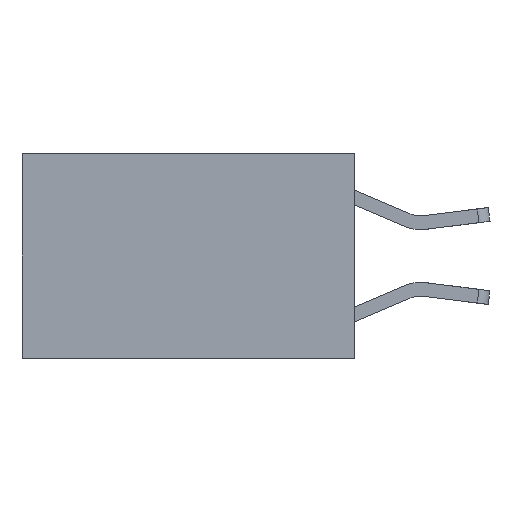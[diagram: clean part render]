
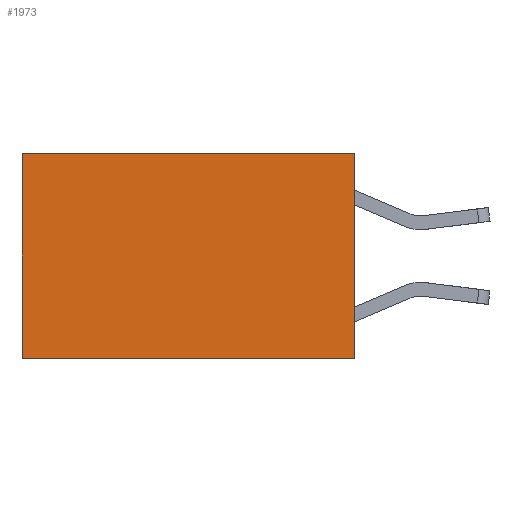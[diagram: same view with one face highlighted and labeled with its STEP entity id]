
A CAD part, left-side view. The second image highlights one B-rep face of the part: STEP entity #1973.
In plain terms, the highlighted planar face has unit normal (-1, 0, 0).
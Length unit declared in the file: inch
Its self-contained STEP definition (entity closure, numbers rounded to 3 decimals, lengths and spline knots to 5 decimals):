
#152 = CARTESIAN_POINT ( 'NONE',  ( 0.2625, 0.6, 0. ) ) ;
#453 = DIRECTION ( 'NONE',  ( 0., 0., -1. ) ) ;
#658 = VECTOR ( 'NONE', #2522, 39.37008 ) ;
#785 = ORIENTED_EDGE ( 'NONE', *, *, #7604, .F. ) ;
#1223 = DIRECTION ( 'NONE',  ( 0., 0., -1. ) ) ;
#1973 = ADVANCED_FACE ( 'NONE', ( #8171 ), #9108, .F. ) ;
#2223 = LINE ( 'NONE', #152, #10726 ) ;
#2522 = DIRECTION ( 'NONE',  ( 0., 0., -1. ) ) ;
#2668 = LINE ( 'NONE', #5751, #11058 ) ;
#2860 = CARTESIAN_POINT ( 'NONE',  ( 0.2625, 0.6, -0.37 ) ) ;
#3622 = CARTESIAN_POINT ( 'NONE',  ( 0.2625, 0.6, 0. ) ) ;
#4070 = VERTEX_POINT ( 'NONE', #8934 ) ;
#4285 = VERTEX_POINT ( 'NONE', #3622 ) ;
#4344 = CARTESIAN_POINT ( 'NONE',  ( 0.2625, 0., 0. ) ) ;
#4641 = EDGE_CURVE ( 'NONE', #4285, #5178, #2223, .T. ) ;
#5000 = EDGE_CURVE ( 'NONE', #8362, #5178, #9624, .T. ) ;
#5178 = VERTEX_POINT ( 'NONE', #2860 ) ;
#5304 = EDGE_CURVE ( 'NONE', #4070, #4285, #2668, .T. ) ;
#5751 = CARTESIAN_POINT ( 'NONE',  ( 0.2625, 0., 0. ) ) ;
#6034 = DIRECTION ( 'NONE',  ( 1., 0., 0. ) ) ;
#6159 = CARTESIAN_POINT ( 'NONE',  ( 0.2625, 0., -0.37 ) ) ;
#6636 = CARTESIAN_POINT ( 'NONE',  ( 0.2625, 0., -0.37 ) ) ;
#6801 = ORIENTED_EDGE ( 'NONE', *, *, #5304, .T. ) ;
#7604 = EDGE_CURVE ( 'NONE', #4070, #8362, #8270, .T. ) ;
#7830 = ORIENTED_EDGE ( 'NONE', *, *, #4641, .T. ) ;
#8171 = FACE_OUTER_BOUND ( 'NONE', #10092, .T. ) ;
#8270 = LINE ( 'NONE', #4344, #658 ) ;
#8362 = VERTEX_POINT ( 'NONE', #6636 ) ;
#8919 = DIRECTION ( 'NONE',  ( 0., 1., 0. ) ) ;
#8934 = CARTESIAN_POINT ( 'NONE',  ( 0.2625, 0., 0. ) ) ;
#9021 = AXIS2_PLACEMENT_3D ( 'NONE', #9927, #6034, #453 ) ;
#9108 = PLANE ( 'NONE',  #9021 ) ;
#9393 = VECTOR ( 'NONE', #10050, 39.37008 ) ;
#9624 = LINE ( 'NONE', #6159, #9393 ) ;
#9927 = CARTESIAN_POINT ( 'NONE',  ( 0.2625, 0., 0. ) ) ;
#10050 = DIRECTION ( 'NONE',  ( 0., 1., 0. ) ) ;
#10092 = EDGE_LOOP ( 'NONE', ( #7830, #10599, #785, #6801 ) ) ;
#10599 = ORIENTED_EDGE ( 'NONE', *, *, #5000, .F. ) ;
#10726 = VECTOR ( 'NONE', #1223, 39.37008 ) ;
#11058 = VECTOR ( 'NONE', #8919, 39.37008 ) ;
